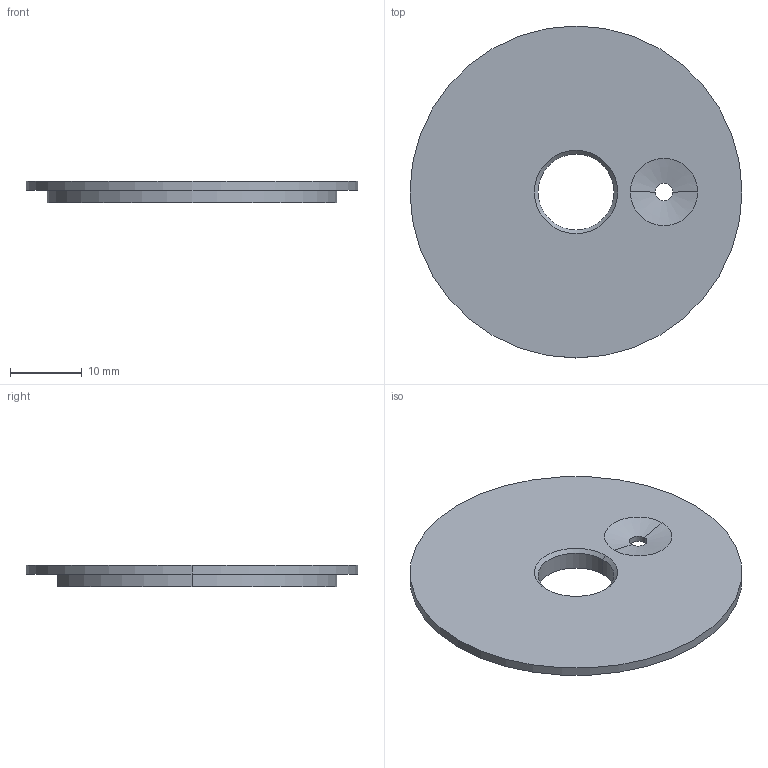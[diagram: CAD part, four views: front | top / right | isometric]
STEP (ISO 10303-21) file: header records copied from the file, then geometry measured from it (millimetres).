
FILE_DESCRIPTION (( 'STEP AP214' ), '1' );
FILE_NAME ('悵誘裔赽.STEP', '2024-06-18T03:14:40', ( '' ), ( '' ), 'SwSTEP 2.0', 'SolidWorks 2021', '' );
FILE_SCHEMA (( 'AUTOMOTIVE_DESIGN' ));
Length unit declared in the file: millimetre
Products named in the file (1): 悵誘裔赽
Bounding box: 46.28 x 46.28 x 3 mm (x, y, z)
Volume: 3498.5 mm3; surface area: 3792.3 mm2
Topology: 1 solids, 1 shells, 56 faces, 152 edges, 100 vertices
Faces by surface type: plane 43, cylinder 9, cone 4
Entity records: 1788 total; most frequent: CARTESIAN_POINT 309, ORIENTED_EDGE 304, DIRECTION 288, EDGE_CURVE 152, LINE 130, VECTOR 130, VERTEX_POINT 100, AXIS2_PLACEMENT_3D 79
